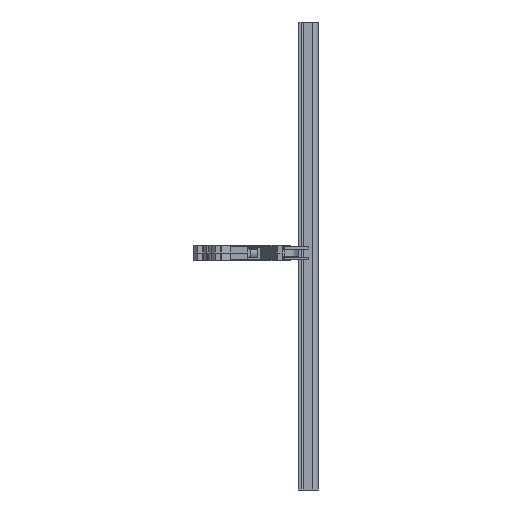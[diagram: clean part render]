
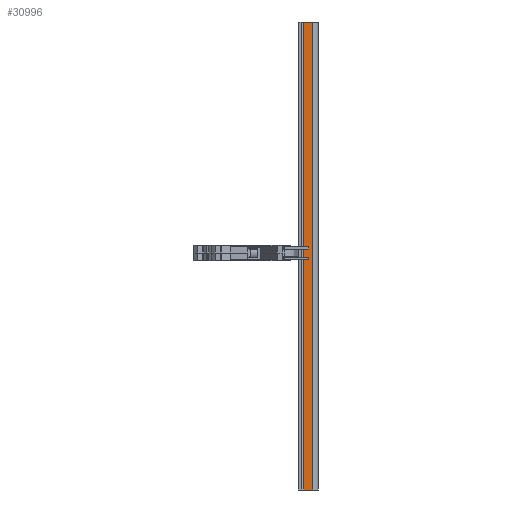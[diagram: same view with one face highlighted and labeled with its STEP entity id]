
A CAD part, left-side view. The second image highlights one B-rep face of the part: STEP entity #30996.
In plain terms, the highlighted free-form (B-spline) face has degree [1, 1] with [2, 2] control points.
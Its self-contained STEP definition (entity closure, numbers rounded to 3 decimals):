
#30683 = VERTEX_POINT('',#30684);
#30684 = CARTESIAN_POINT('',(16.707,-3.156,
    167.124));
#30712 = EDGE_CURVE('',#30683,#30713,#30715,.T.);
#30713 = VERTEX_POINT('',#30714);
#30714 = CARTESIAN_POINT('',(16.707,0.66,
    167.124));
#30715 = B_SPLINE_CURVE_WITH_KNOTS('',1,(#30716,#30717),.UNSPECIFIED.,
  .F.,.F.,(2,2),(2.,5.5),.PIECEWISE_BEZIER_KNOTS.);
#30716 = CARTESIAN_POINT('',(16.707,-3.156,
    167.124));
#30717 = CARTESIAN_POINT('',(16.707,0.66,
    167.124));
#30750 = VERTEX_POINT('',#30751);
#30751 = CARTESIAN_POINT('',(16.707,-3.156,
    -26.935));
#30857 = VERTEX_POINT('',#30858);
#30858 = CARTESIAN_POINT('',(16.707,0.66,
    -26.935));
#30894 = EDGE_CURVE('',#30750,#30857,#30895,.T.);
#30895 = B_SPLINE_CURVE_WITH_KNOTS('',1,(#30896,#30897),.UNSPECIFIED.,
  .F.,.F.,(2,2),(2.,5.5),.PIECEWISE_BEZIER_KNOTS.);
#30896 = CARTESIAN_POINT('',(16.707,-3.156,
    -26.935));
#30897 = CARTESIAN_POINT('',(16.707,0.66,
    -26.935));
#30984 = EDGE_CURVE('',#30713,#30857,#30985,.T.);
#30985 = B_SPLINE_CURVE_WITH_KNOTS('',1,(#30986,#30987),.UNSPECIFIED.,
  .F.,.F.,(2,2),(0.,178.),.PIECEWISE_BEZIER_KNOTS.);
#30986 = CARTESIAN_POINT('',(16.707,0.66,
    167.124));
#30987 = CARTESIAN_POINT('',(16.707,0.66,
    -26.935));
#30996 = ADVANCED_FACE('',(#30997),#31007,.T.);
#30997 = FACE_BOUND('',#30998,.T.);
#30998 = EDGE_LOOP('',(#30999,#31000,#31005,#31006));
#30999 = ORIENTED_EDGE('',*,*,#30894,.F.);
#31000 = ORIENTED_EDGE('',*,*,#31001,.F.);
#31001 = EDGE_CURVE('',#30683,#30750,#31002,.T.);
#31002 = B_SPLINE_CURVE_WITH_KNOTS('',1,(#31003,#31004),.UNSPECIFIED.,
  .F.,.F.,(2,2),(0.,178.),.PIECEWISE_BEZIER_KNOTS.);
#31003 = CARTESIAN_POINT('',(16.707,-3.156,
    167.124));
#31004 = CARTESIAN_POINT('',(16.707,-3.156,
    -26.935));
#31005 = ORIENTED_EDGE('',*,*,#30712,.T.);
#31006 = ORIENTED_EDGE('',*,*,#30984,.T.);
#31007 = B_SPLINE_SURFACE_WITH_KNOTS('',1,1,(
    (#31008,#31009)
    ,(#31010,#31011
    )),.UNSPECIFIED.,.F.,.F.,.F.,(2,2),(2,2),(0.,178.),(-5.5,-2.),
  .PIECEWISE_BEZIER_KNOTS.);
#31008 = CARTESIAN_POINT('',(16.707,0.66,
    167.124));
#31009 = CARTESIAN_POINT('',(16.707,-3.156,
    167.124));
#31010 = CARTESIAN_POINT('',(16.707,0.66,
    -26.935));
#31011 = CARTESIAN_POINT('',(16.707,-3.156,
    -26.935));
